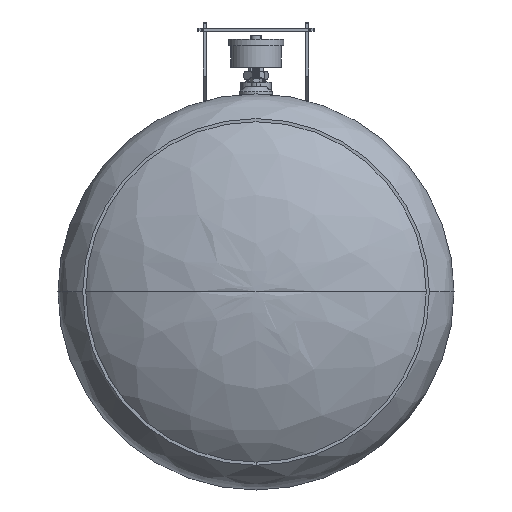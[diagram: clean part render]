
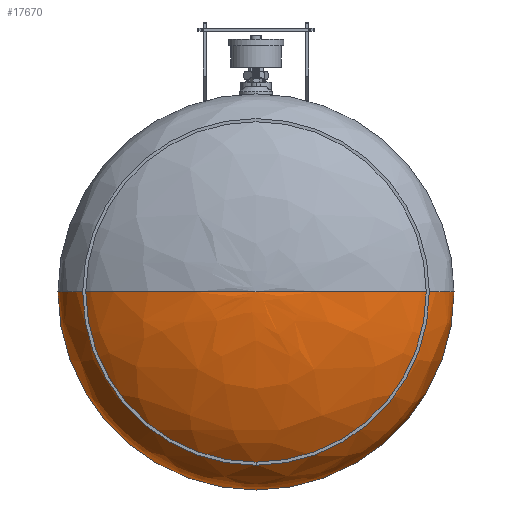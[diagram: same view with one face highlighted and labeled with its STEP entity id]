
A CAD part, front view. The second image highlights one B-rep face of the part: STEP entity #17670.
In plain terms, the highlighted free-form (B-spline) face has degree [3, 3] with [4, 4] control points.
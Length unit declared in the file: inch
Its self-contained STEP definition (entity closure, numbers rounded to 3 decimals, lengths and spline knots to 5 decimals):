
#753 = CARTESIAN_POINT ( 'NONE',  ( -8., 2.88464, 0. ) ) ;
#920 = VERTEX_POINT ( 'NONE', #40113 ) ;
#2398 = DIRECTION ( 'NONE',  ( 0., -1., 0. ) ) ;
#2663 = CARTESIAN_POINT ( 'NONE',  ( 8., 2.88464, 16. ) ) ;
#2890 = CARTESIAN_POINT ( 'NONE',  ( 8., 2.88464, 0. ) ) ;
#3191 =( BOUNDED_SURFACE ( )  B_SPLINE_SURFACE ( 3, 3, ( 
 ( #5576, #9479, #11972, #19132 ),
 ( #33950, #15866, #18320, #27573 ),
 ( #21989, #2663, #6582, #25272 ),
 ( #40348, #37656, #12172, #34571 ) ),
 .UNSPECIFIED., .F., .F., .T. ) 
 B_SPLINE_SURFACE_WITH_KNOTS ( ( 4, 4 ),
 ( 4, 4 ),
 ( 0., 1. ),
 ( 0., 1. ),
 .UNSPECIFIED. ) 
 GEOMETRIC_REPRESENTATION_ITEM ( )  RATIONAL_B_SPLINE_SURFACE ( (
 ( 1., 0.333, 0.333, 1.),
 ( 0.805, 0.268, 0.268, 0.805),
 ( 0.805, 0.268, 0.268, 0.805),
 ( 1., 0.333, 0.333, 1.) ) ) 
 REPRESENTATION_ITEM ( '' )  SURFACE ( )  );
#3732 = CARTESIAN_POINT ( 'NONE',  ( 0., 4.562, 0. ) ) ;
#3865 = CARTESIAN_POINT ( 'NONE',  ( 0., 4.562, 0. ) ) ;
#4216 = EDGE_CURVE ( 'NONE', #9668, #25960, #36905, .T. ) ;
#5511 = CARTESIAN_POINT ( 'NONE',  ( 0., 0.5125, 0. ) ) ;
#5576 = CARTESIAN_POINT ( 'NONE',  ( 0., 4.562, 0. ) ) ;
#5917 = CARTESIAN_POINT ( 'NONE',  ( 8., 0.5125, 0. ) ) ;
#6450 = EDGE_CURVE ( 'NONE', #25960, #37560, #27533, .T. ) ;
#6582 = CARTESIAN_POINT ( 'NONE',  ( -8., 2.88464, 16. ) ) ;
#6774 = ORIENTED_EDGE ( 'NONE', *, *, #4216, .F. ) ;
#6794 = CARTESIAN_POINT ( 'NONE',  ( 8., 0.5125, 0. ) ) ;
#7725 = CARTESIAN_POINT ( 'NONE',  ( 0., 0.5125, 0. ) ) ;
#9479 = CARTESIAN_POINT ( 'NONE',  ( 0., 4.562, 0. ) ) ;
#9567 = EDGE_CURVE ( 'NONE', #37560, #920, #27011, .T. ) ;
#9668 = VERTEX_POINT ( 'NONE', #20675 ) ;
#11796 = EDGE_CURVE ( 'NONE', #9668, #920, #17371, .T. ) ;
#11972 = CARTESIAN_POINT ( 'NONE',  ( 0., 4.562, 0. ) ) ;
#12172 = CARTESIAN_POINT ( 'NONE',  ( -8., 0.5125, 16. ) ) ;
#15866 = CARTESIAN_POINT ( 'NONE',  ( 4.68629, 4.562, 9.37258 ) ) ;
#17371 =( BOUNDED_CURVE ( )  B_SPLINE_CURVE ( 3, ( #3865, #35517, #753, #38411 ),
 .UNSPECIFIED., .F., .T. ) 
 B_SPLINE_CURVE_WITH_KNOTS ( ( 4, 4 ),
 ( 1.5708, 3.14159 ),
 .UNSPECIFIED. ) 
 CURVE ( )  GEOMETRIC_REPRESENTATION_ITEM ( )  RATIONAL_B_SPLINE_CURVE ( ( 1., 0.805, 0.805, 1. ) ) 
 REPRESENTATION_ITEM ( '' )  );
#17670 = ADVANCED_FACE ( 'NONE', ( #24075 ), #3191, .F. ) ;
#18320 = CARTESIAN_POINT ( 'NONE',  ( -4.68629, 4.562, 9.37258 ) ) ;
#19132 = CARTESIAN_POINT ( 'NONE',  ( 0., 4.562, 0. ) ) ;
#20675 = CARTESIAN_POINT ( 'NONE',  ( 0., 4.562, 0. ) ) ;
#21622 = AXIS2_PLACEMENT_3D ( 'NONE', #5511, #2398, #27512 ) ;
#21989 = CARTESIAN_POINT ( 'NONE',  ( 8., 2.88464, 0. ) ) ;
#23382 = EDGE_LOOP ( 'NONE', ( #6774, #23446, #36623, #32688 ) ) ;
#23446 = ORIENTED_EDGE ( 'NONE', *, *, #11796, .T. ) ;
#24075 = FACE_OUTER_BOUND ( 'NONE', #23382, .T. ) ;
#25272 = CARTESIAN_POINT ( 'NONE',  ( -8., 2.88464, 0. ) ) ;
#25960 = VERTEX_POINT ( 'NONE', #5917 ) ;
#27011 = CIRCLE ( 'NONE', #34893, 8. ) ;
#27512 = DIRECTION ( 'NONE',  ( 0., 0., -1. ) ) ;
#27533 = CIRCLE ( 'NONE', #21622, 8. ) ;
#27573 = CARTESIAN_POINT ( 'NONE',  ( -4.68629, 4.562, 0. ) ) ;
#29546 = CARTESIAN_POINT ( 'NONE',  ( 0., 0.5125, 8. ) ) ;
#32213 = DIRECTION ( 'NONE',  ( 0., 0., -1. ) ) ;
#32688 = ORIENTED_EDGE ( 'NONE', *, *, #6450, .F. ) ;
#33950 = CARTESIAN_POINT ( 'NONE',  ( 4.68629, 4.562, 0. ) ) ;
#34174 = CARTESIAN_POINT ( 'NONE',  ( 4.68629, 4.562, 0. ) ) ;
#34571 = CARTESIAN_POINT ( 'NONE',  ( -8., 0.5125, 0. ) ) ;
#34893 = AXIS2_PLACEMENT_3D ( 'NONE', #7725, #36319, #32213 ) ;
#35517 = CARTESIAN_POINT ( 'NONE',  ( -4.68629, 4.562, 0. ) ) ;
#36319 = DIRECTION ( 'NONE',  ( 0., -1., 0. ) ) ;
#36623 = ORIENTED_EDGE ( 'NONE', *, *, #9567, .F. ) ;
#36905 =( BOUNDED_CURVE ( )  B_SPLINE_CURVE ( 3, ( #3732, #34174, #2890, #6794 ),
 .UNSPECIFIED., .F., .T. ) 
 B_SPLINE_CURVE_WITH_KNOTS ( ( 4, 4 ),
 ( 1.5708, 3.14159 ),
 .UNSPECIFIED. ) 
 CURVE ( )  GEOMETRIC_REPRESENTATION_ITEM ( )  RATIONAL_B_SPLINE_CURVE ( ( 1., 0.805, 0.805, 1. ) ) 
 REPRESENTATION_ITEM ( '' )  );
#37560 = VERTEX_POINT ( 'NONE', #29546 ) ;
#37656 = CARTESIAN_POINT ( 'NONE',  ( 8., 0.5125, 16. ) ) ;
#38411 = CARTESIAN_POINT ( 'NONE',  ( -8., 0.5125, 0. ) ) ;
#40113 = CARTESIAN_POINT ( 'NONE',  ( -8., 0.5125, 0. ) ) ;
#40348 = CARTESIAN_POINT ( 'NONE',  ( 8., 0.5125, 0. ) ) ;
